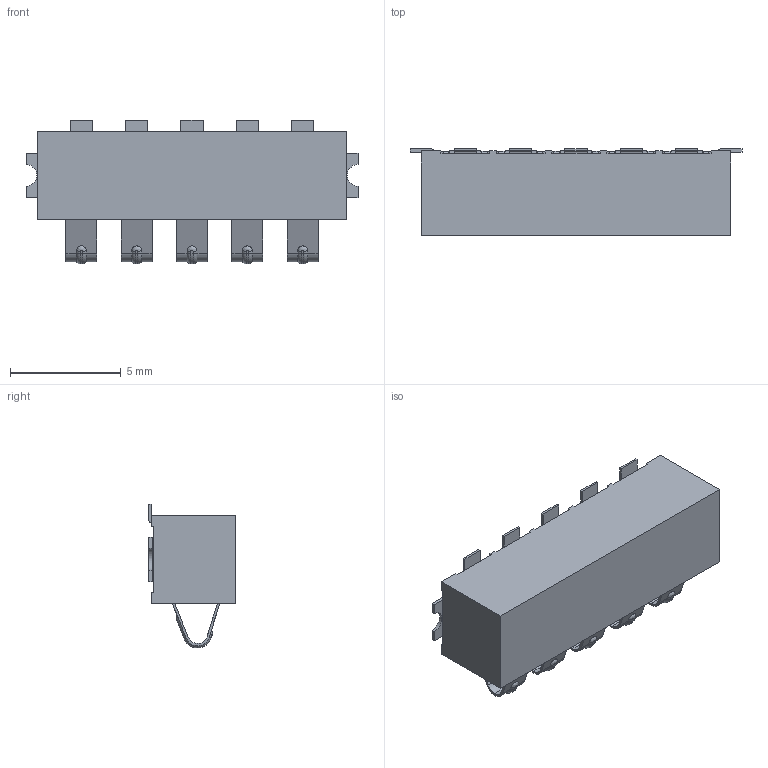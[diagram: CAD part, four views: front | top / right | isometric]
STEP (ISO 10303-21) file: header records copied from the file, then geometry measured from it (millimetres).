
FILE_DESCRIPTION (( 'STEP AP214' ), '1' );
FILE_NAME ('009155005541006.STEP', '2024-07-01T02:14:10', ( '' ), ( '' ), 'SwSTEP 2.0', 'SolidWorks 2022', '' );
FILE_SCHEMA (( 'AUTOMOTIVE_DESIGN' ));
Length unit declared in the file: millimetre
Products named in the file (1): 009155005541006
Bounding box: 15 x 3.9 x 6.5 mm (x, y, z)
Volume: 212.4 mm3; surface area: 354.7 mm2
Topology: 18 solids, 18 shells, 383 faces, 930 edges, 583 vertices
Faces by surface type: plane 194, cylinder 126, torus 38, bspline 25
Entity records: 11814 total; most frequent: CARTESIAN_POINT 2620, DIRECTION 1898, ORIENTED_EDGE 1860, EDGE_CURVE 930, AXIS2_PLACEMENT_3D 649, VECTOR 600, LINE 600, VERTEX_POINT 583
